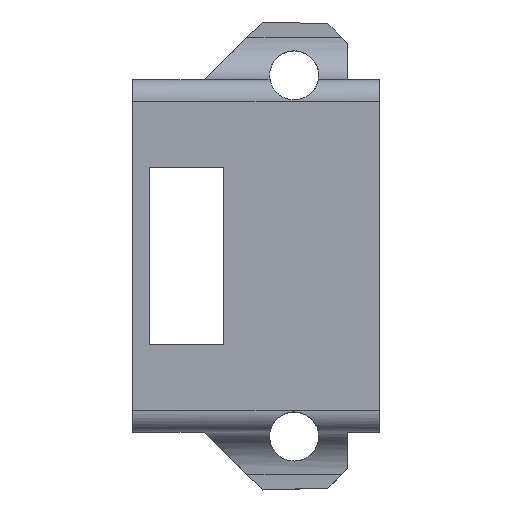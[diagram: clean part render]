
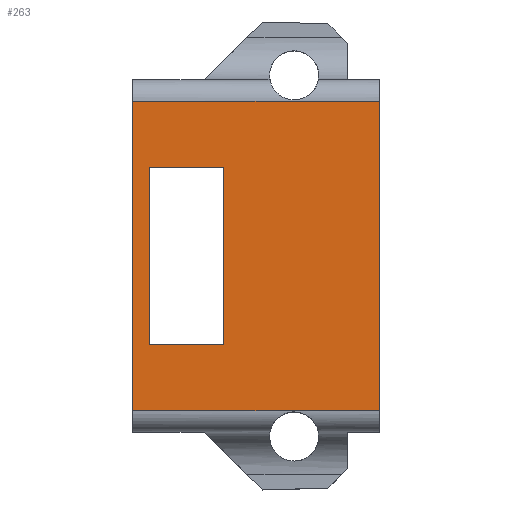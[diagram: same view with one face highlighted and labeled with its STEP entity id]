
A CAD part, top view. The second image highlights one B-rep face of the part: STEP entity #263.
In plain terms, the highlighted planar face has unit normal (0, 0, 1).
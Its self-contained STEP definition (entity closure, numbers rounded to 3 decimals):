
#4 = VECTOR ( 'NONE', #307, 1000. ) ;
#32 = VERTEX_POINT ( 'NONE', #284 ) ;
#125 = DIRECTION ( 'NONE',  ( 0., -1., 0. ) ) ;
#127 = ORIENTED_EDGE ( 'NONE', *, *, #1184, .T. ) ;
#162 = EDGE_CURVE ( 'NONE', #1135, #1026, #1269, .T. ) ;
#236 = ORIENTED_EDGE ( 'NONE', *, *, #742, .F. ) ;
#251 = ORIENTED_EDGE ( 'NONE', *, *, #1307, .T. ) ;
#263 = ADVANCED_FACE ( 'NONE', ( #812, #445 ), #915, .T. ) ;
#284 = CARTESIAN_POINT ( 'NONE',  ( -44.842, -5.512, 6. ) ) ;
#294 = CARTESIAN_POINT ( 'NONE',  ( -39.173, -16.912, 6. ) ) ;
#307 = DIRECTION ( 'NONE',  ( 1., 0., 0. ) ) ;
#321 = LINE ( 'NONE', #294, #4 ) ;
#334 = DIRECTION ( 'NONE',  ( 0., 0., 1. ) ) ;
#360 = LINE ( 'NONE', #802, #499 ) ;
#391 = EDGE_CURVE ( 'NONE', #838, #710, #360, .T. ) ;
#400 = CARTESIAN_POINT ( 'NONE',  ( -45.617, -2.412, 6. ) ) ;
#403 = DIRECTION ( 'NONE',  ( -1., 0., 0. ) ) ;
#440 = CARTESIAN_POINT ( 'NONE',  ( 0., -5.512, 6. ) ) ;
#445 = FACE_OUTER_BOUND ( 'NONE', #518, .T. ) ;
#470 = ORIENTED_EDGE ( 'NONE', *, *, #1274, .T. ) ;
#481 = EDGE_CURVE ( 'NONE', #32, #691, #1036, .T. ) ;
#499 = VECTOR ( 'NONE', #125, 1000. ) ;
#511 = DIRECTION ( 'NONE',  ( 1., 0., 0. ) ) ;
#518 = EDGE_LOOP ( 'NONE', ( #251, #1046, #905, #1311 ) ) ;
#531 = CARTESIAN_POINT ( 'NONE',  ( -41.342, -5.512, 6. ) ) ;
#581 = EDGE_LOOP ( 'NONE', ( #834, #470, #236, #127 ) ) ;
#586 = CARTESIAN_POINT ( 'NONE',  ( -45.617, 0., 6. ) ) ;
#635 = LINE ( 'NONE', #1093, #988 ) ;
#640 = EDGE_CURVE ( 'NONE', #838, #1026, #1306, .T. ) ;
#691 = VERTEX_POINT ( 'NONE', #531 ) ;
#705 = CARTESIAN_POINT ( 'NONE',  ( -44.842, 0., 6. ) ) ;
#710 = VERTEX_POINT ( 'NONE', #1101 ) ;
#733 = CARTESIAN_POINT ( 'NONE',  ( -45.617, -2.412, 6. ) ) ;
#736 = LINE ( 'NONE', #858, #1133 ) ;
#742 = EDGE_CURVE ( 'NONE', #1376, #1446, #635, .T. ) ;
#795 = VECTOR ( 'NONE', #403, 1000. ) ;
#802 = CARTESIAN_POINT ( 'NONE',  ( -34.042, 0., 6. ) ) ;
#812 = FACE_BOUND ( 'NONE', #581, .T. ) ;
#823 = DIRECTION ( 'NONE',  ( 0., 1., 0. ) ) ;
#834 = ORIENTED_EDGE ( 'NONE', *, *, #481, .T. ) ;
#838 = VERTEX_POINT ( 'NONE', #1240 ) ;
#858 = CARTESIAN_POINT ( 'NONE',  ( -41.342, 0., 6. ) ) ;
#905 = ORIENTED_EDGE ( 'NONE', *, *, #640, .T. ) ;
#915 = PLANE ( 'NONE',  #1084 ) ;
#936 = DIRECTION ( 'NONE',  ( 0., 1., 0. ) ) ;
#988 = VECTOR ( 'NONE', #511, 1000. ) ;
#1026 = VERTEX_POINT ( 'NONE', #400 ) ;
#1036 = LINE ( 'NONE', #440, #1224 ) ;
#1046 = ORIENTED_EDGE ( 'NONE', *, *, #391, .F. ) ;
#1084 = AXIS2_PLACEMENT_3D ( 'NONE', #1368, #334, #1256 ) ;
#1089 = CARTESIAN_POINT ( 'NONE',  ( -45.617, -16.912, 6. ) ) ;
#1093 = CARTESIAN_POINT ( 'NONE',  ( 0., -13.812, 6. ) ) ;
#1101 = CARTESIAN_POINT ( 'NONE',  ( -34.042, -16.912, 6. ) ) ;
#1116 = CARTESIAN_POINT ( 'NONE',  ( -44.842, -13.812, 6. ) ) ;
#1133 = VECTOR ( 'NONE', #1196, 1000. ) ;
#1135 = VERTEX_POINT ( 'NONE', #1089 ) ;
#1181 = VECTOR ( 'NONE', #936, 1000. ) ;
#1184 = EDGE_CURVE ( 'NONE', #1376, #32, #1463, .T. ) ;
#1196 = DIRECTION ( 'NONE',  ( 0., -1., 0. ) ) ;
#1224 = VECTOR ( 'NONE', #1364, 1000. ) ;
#1240 = CARTESIAN_POINT ( 'NONE',  ( -34.042, -2.412, 6. ) ) ;
#1256 = DIRECTION ( 'NONE',  ( 0., -1., 0. ) ) ;
#1269 = LINE ( 'NONE', #586, #1275 ) ;
#1273 = CARTESIAN_POINT ( 'NONE',  ( -41.342, -13.812, 6. ) ) ;
#1274 = EDGE_CURVE ( 'NONE', #691, #1446, #736, .T. ) ;
#1275 = VECTOR ( 'NONE', #823, 1000. ) ;
#1306 = LINE ( 'NONE', #733, #795 ) ;
#1307 = EDGE_CURVE ( 'NONE', #1135, #710, #321, .T. ) ;
#1311 = ORIENTED_EDGE ( 'NONE', *, *, #162, .F. ) ;
#1364 = DIRECTION ( 'NONE',  ( 1., 0., 0. ) ) ;
#1368 = CARTESIAN_POINT ( 'NONE',  ( -16.485, 0., 6. ) ) ;
#1376 = VERTEX_POINT ( 'NONE', #1116 ) ;
#1446 = VERTEX_POINT ( 'NONE', #1273 ) ;
#1463 = LINE ( 'NONE', #705, #1181 ) ;
